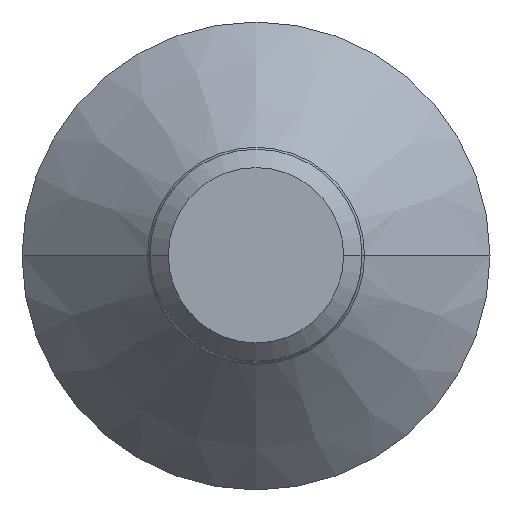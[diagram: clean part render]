
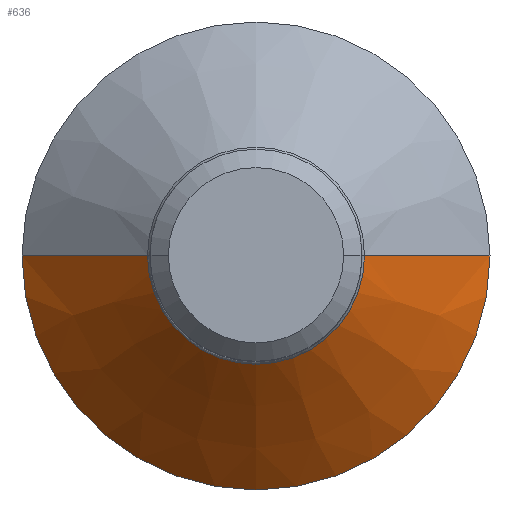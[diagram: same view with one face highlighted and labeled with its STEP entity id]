
A CAD part, top view. The second image highlights one B-rep face of the part: STEP entity #636.
In plain terms, the highlighted conical face has half-angle 45 degrees and reference radius 5.517 mm.
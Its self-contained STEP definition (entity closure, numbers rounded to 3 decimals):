
#40 = VECTOR ( 'NONE', #524, 1000. ) ;
#53 = ORIENTED_EDGE ( 'NONE', *, *, #860, .F. ) ;
#67 = VERTEX_POINT ( 'NONE', #839 ) ;
#94 = EDGE_LOOP ( 'NONE', ( #53, #309, #394, #612 ) ) ;
#104 = AXIS2_PLACEMENT_3D ( 'NONE', #632, #298, #374 ) ;
#106 = CARTESIAN_POINT ( 'NONE',  ( 0., 0., 0. ) ) ;
#158 = DIRECTION ( 'NONE',  ( 0., 0., -1. ) ) ;
#160 = CARTESIAN_POINT ( 'NONE',  ( 0., 0., 2.959 ) ) ;
#217 = CIRCLE ( 'NONE', #832, 2.559 ) ;
#225 = CARTESIAN_POINT ( 'NONE',  ( -5.517, 0., 0. ) ) ;
#230 = VECTOR ( 'NONE', #289, 1000. ) ;
#289 = DIRECTION ( 'NONE',  ( -0.707, 0., -0.707 ) ) ;
#298 = DIRECTION ( 'NONE',  ( 0., 0., -1. ) ) ;
#306 = VERTEX_POINT ( 'NONE', #775 ) ;
#309 = ORIENTED_EDGE ( 'NONE', *, *, #536, .T. ) ;
#318 = CONICAL_SURFACE ( 'NONE', #104, 5.517, 0.785 ) ;
#374 = DIRECTION ( 'NONE',  ( -1., 0., 0. ) ) ;
#394 = ORIENTED_EDGE ( 'NONE', *, *, #459, .T. ) ;
#397 = FACE_OUTER_BOUND ( 'NONE', #94, .T. ) ;
#459 = EDGE_CURVE ( 'NONE', #67, #652, #565, .T. ) ;
#469 = CARTESIAN_POINT ( 'NONE',  ( 2.559, 0., 2.959 ) ) ;
#470 = AXIS2_PLACEMENT_3D ( 'NONE', #106, #494, #693 ) ;
#494 = DIRECTION ( 'NONE',  ( 0., 0., -1. ) ) ;
#524 = DIRECTION ( 'NONE',  ( 0.707, 0., -0.707 ) ) ;
#536 = EDGE_CURVE ( 'NONE', #845, #67, #217, .T. ) ;
#554 = CIRCLE ( 'NONE', #470, 5.517 ) ;
#564 = LINE ( 'NONE', #788, #40 ) ;
#565 = LINE ( 'NONE', #225, #230 ) ;
#571 = EDGE_CURVE ( 'NONE', #306, #652, #554, .T. ) ;
#574 = DIRECTION ( 'NONE',  ( 0., 1., 0. ) ) ;
#612 = ORIENTED_EDGE ( 'NONE', *, *, #571, .F. ) ;
#632 = CARTESIAN_POINT ( 'NONE',  ( 0., 0., 0. ) ) ;
#636 = ADVANCED_FACE ( 'NONE', ( #397 ), #318, .T. ) ;
#652 = VERTEX_POINT ( 'NONE', #820 ) ;
#693 = DIRECTION ( 'NONE',  ( -1., 0., 0. ) ) ;
#775 = CARTESIAN_POINT ( 'NONE',  ( 5.517, 0., 0. ) ) ;
#788 = CARTESIAN_POINT ( 'NONE',  ( 5.517, 0., 0. ) ) ;
#820 = CARTESIAN_POINT ( 'NONE',  ( -5.517, 0., 0. ) ) ;
#832 = AXIS2_PLACEMENT_3D ( 'NONE', #160, #158, #574 ) ;
#839 = CARTESIAN_POINT ( 'NONE',  ( -2.559, 0., 2.959 ) ) ;
#845 = VERTEX_POINT ( 'NONE', #469 ) ;
#860 = EDGE_CURVE ( 'NONE', #845, #306, #564, .T. ) ;
